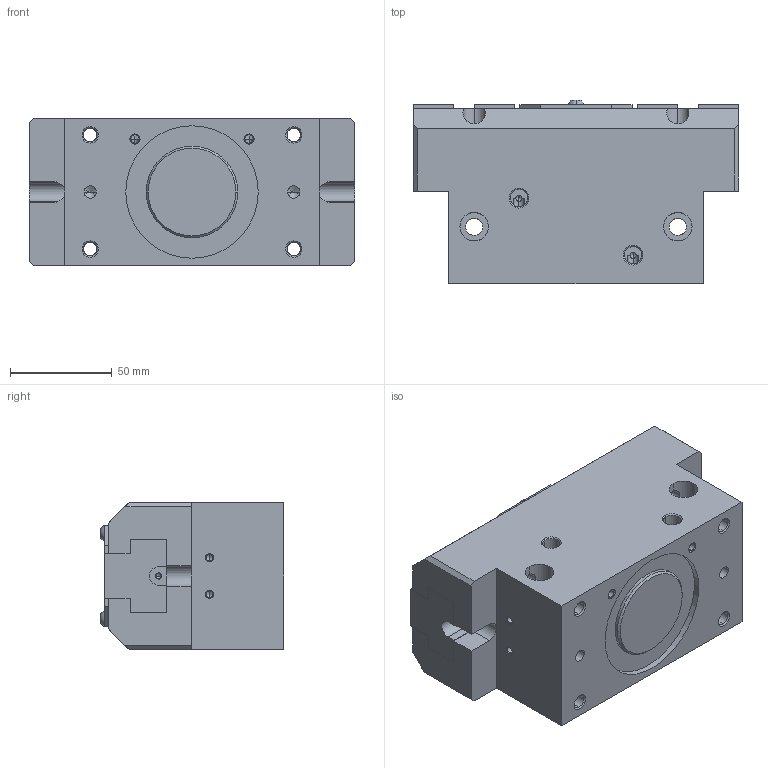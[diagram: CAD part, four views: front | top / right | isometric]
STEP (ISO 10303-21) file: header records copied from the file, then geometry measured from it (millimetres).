
FILE_DESCRIPTION( ( '' ), '1' );
FILE_NAME( 'dts216s_dt216aas_0_2_14b.stp', '2010-10-25T12:13:19', ( '' ), ( '' ), ' ', ' ', ' ' );
FILE_SCHEMA( ( 'automotive_design' ) );
Length unit declared in the file: millimetre
Products named in the file (3): 1; 2; 3
Bounding box: 160 x 90.2 x 72 mm (x, y, z)
Volume: 809209.4 mm3; surface area: 112916.9 mm2
Topology: 3 solids, 3 shells, 284 faces, 742 edges, 448 vertices
Faces by surface type: plane 118, cylinder 88, cone 74, torus 4
Entity records: 17298 total; most frequent: CARTESIAN_POINT 2213, DIRECTION 1476, STYLED_ITEM 1445, PRESENTATION_STYLE_ASSIGNMENT 1445, COLOUR_RGB 1445, ORIENTED_EDGE 1420, EDGE_CURVE 710, CURVE_STYLE 710
